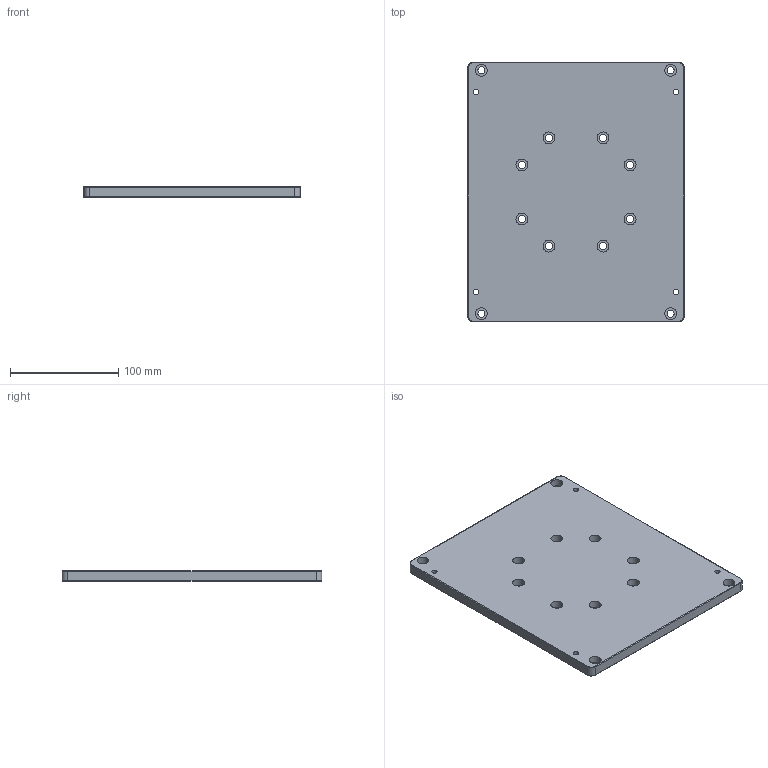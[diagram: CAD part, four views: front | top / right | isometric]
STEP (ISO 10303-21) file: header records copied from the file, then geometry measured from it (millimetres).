
FILE_DESCRIPTION (( 'STEP AP203' ), '1' );
FILE_NAME ('OMLB炵蹈蛌諉啣 OMLB03.STEP', '2021-05-20T08:55:47', ( 'Microsoft' ), ( 'Microsoft' ), 'SwSTEP 2.0', 'SolidWorks 2018', '' );
FILE_SCHEMA (( 'CONFIG_CONTROL_DESIGN' ));
Length unit declared in the file: millimetre
Products named in the file (2): OMLB03-01 ELPC30&50蟀諉啣3; OMLB炵蹈蛌諉啣 OMLB03
Assembly tree (1 placements, depth 2):
  OMLB炵蹈蛌諉啣 OMLB03
    OMLB03-01 ELPC30&50蟀諉啣3
Bounding box: 200 x 240 x 10 mm (x, y, z)
Volume: 469816.2 mm3; surface area: 107584.6 mm2
Topology: 1 solids, 1 shells, 236 faces, 596 edges, 392 vertices
Faces by surface type: plane 105, cylinder 68, bspline 55, torus 8
Entity records: 11636 total; most frequent: CARTESIAN_POINT 5937, ORIENTED_EDGE 1192, DIRECTION 998, EDGE_CURVE 596, VERTEX_POINT 392, VECTOR 340, LINE 340, AXIS2_PLACEMENT_3D 329
